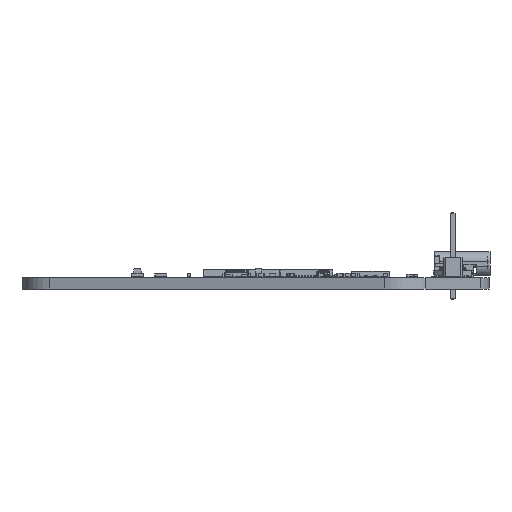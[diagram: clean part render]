
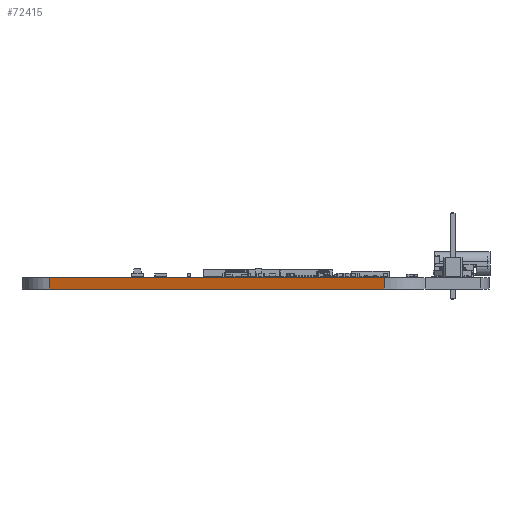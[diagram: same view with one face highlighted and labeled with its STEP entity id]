
A CAD part, left-side view. The second image highlights one B-rep face of the part: STEP entity #72415.
In plain terms, the highlighted planar face has unit normal (-0.954, 0.299, 0).
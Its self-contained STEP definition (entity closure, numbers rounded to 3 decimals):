
#71217 = VERTEX_POINT('',#71218);
#71218 = CARTESIAN_POINT('',(118.464,-64.284,0.));
#71224 = EDGE_CURVE('',#71225,#71217,#71227,.T.);
#71225 = VERTEX_POINT('',#71226);
#71226 = CARTESIAN_POINT('',(104.588,-108.575,0.));
#71227 = LINE('',#71228,#71229);
#71228 = CARTESIAN_POINT('',(104.588,-108.575,0.));
#71229 = VECTOR('',#71230,1.);
#71230 = DIRECTION('',(0.299,0.954,0.));
#71700 = VERTEX_POINT('',#71701);
#71701 = CARTESIAN_POINT('',(118.464,-64.284,1.51));
#71707 = EDGE_CURVE('',#71708,#71700,#71710,.T.);
#71708 = VERTEX_POINT('',#71709);
#71709 = CARTESIAN_POINT('',(104.588,-108.575,1.51));
#71710 = LINE('',#71711,#71712);
#71711 = CARTESIAN_POINT('',(104.588,-108.575,1.51));
#71712 = VECTOR('',#71713,1.);
#71713 = DIRECTION('',(0.299,0.954,0.));
#72385 = EDGE_CURVE('',#71217,#71700,#72386,.T.);
#72386 = LINE('',#72387,#72388);
#72387 = CARTESIAN_POINT('',(118.464,-64.284,0.));
#72388 = VECTOR('',#72389,1.);
#72389 = DIRECTION('',(0.,0.,1.));
#72415 = ADVANCED_FACE('',(#72416),#72427,.T.);
#72416 = FACE_BOUND('',#72417,.T.);
#72417 = EDGE_LOOP('',(#72418,#72424,#72425,#72426));
#72418 = ORIENTED_EDGE('',*,*,#72419,.T.);
#72419 = EDGE_CURVE('',#71225,#71708,#72420,.T.);
#72420 = LINE('',#72421,#72422);
#72421 = CARTESIAN_POINT('',(104.588,-108.575,0.));
#72422 = VECTOR('',#72423,1.);
#72423 = DIRECTION('',(0.,0.,1.));
#72424 = ORIENTED_EDGE('',*,*,#71707,.T.);
#72425 = ORIENTED_EDGE('',*,*,#72385,.F.);
#72426 = ORIENTED_EDGE('',*,*,#71224,.F.);
#72427 = PLANE('',#72428);
#72428 = AXIS2_PLACEMENT_3D('',#72429,#72430,#72431);
#72429 = CARTESIAN_POINT('',(104.588,-108.575,0.));
#72430 = DIRECTION('',(-0.954,0.299,0.));
#72431 = DIRECTION('',(0.299,0.954,0.));
